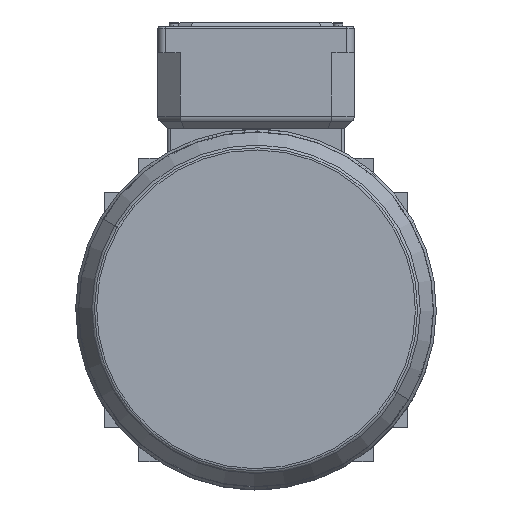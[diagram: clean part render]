
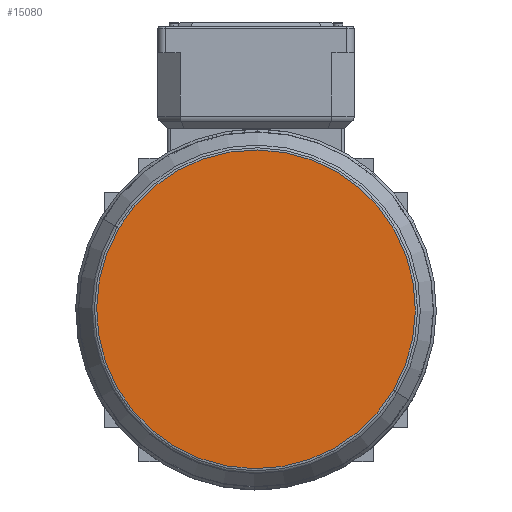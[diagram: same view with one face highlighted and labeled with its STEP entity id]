
A CAD part, top view. The second image highlights one B-rep face of the part: STEP entity #15080.
In plain terms, the highlighted face is planar.
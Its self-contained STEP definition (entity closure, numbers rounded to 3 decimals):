
#27 = CARTESIAN_POINT ( 'NONE',  ( 92., 0., 0. ) ) ;
#137 = DIRECTION ( 'NONE',  ( 1., 0., 0. ) ) ;
#1354 = PLANE ( 'NONE',  #11602 ) ;
#4126 = DIRECTION ( 'NONE',  ( 0., 0., -1. ) ) ;
#5006 = CARTESIAN_POINT ( 'NONE',  ( 92., 0., 0. ) ) ;
#6807 = VERTEX_POINT ( 'NONE', #15364 ) ;
#7962 = ORIENTED_EDGE ( 'NONE', *, *, #13883, .T. ) ;
#8553 = EDGE_LOOP ( 'NONE', ( #20466, #7962 ) ) ;
#8741 = DIRECTION ( 'NONE',  ( 0., 0., -1. ) ) ;
#9222 = EDGE_CURVE ( 'NONE', #17707, #6807, #12501, .T. ) ;
#10838 = CARTESIAN_POINT ( 'NONE',  ( 92., 0., 0. ) ) ;
#11602 = AXIS2_PLACEMENT_3D ( 'NONE', #5006, #15089, #16878 ) ;
#12501 = CIRCLE ( 'NONE', #19252, 85.268 ) ;
#13296 = FACE_OUTER_BOUND ( 'NONE', #8553, .T. ) ;
#13883 = EDGE_CURVE ( 'NONE', #6807, #17707, #18661, .T. ) ;
#14082 = DIRECTION ( 'NONE',  ( 1., 0., 0. ) ) ;
#15080 = ADVANCED_FACE ( 'NONE', ( #13296 ), #1354, .T. ) ;
#15089 = DIRECTION ( 'NONE',  ( 1., 0., 0. ) ) ;
#15364 = CARTESIAN_POINT ( 'NONE',  ( 92., 0., 85.268 ) ) ;
#16878 = DIRECTION ( 'NONE',  ( 0., 0., -1. ) ) ;
#17707 = VERTEX_POINT ( 'NONE', #19538 ) ;
#18305 = AXIS2_PLACEMENT_3D ( 'NONE', #10838, #14082, #4126 ) ;
#18661 = CIRCLE ( 'NONE', #18305, 85.268 ) ;
#19252 = AXIS2_PLACEMENT_3D ( 'NONE', #27, #137, #8741 ) ;
#19538 = CARTESIAN_POINT ( 'NONE',  ( 92., 0., -85.268 ) ) ;
#20466 = ORIENTED_EDGE ( 'NONE', *, *, #9222, .T. ) ;
